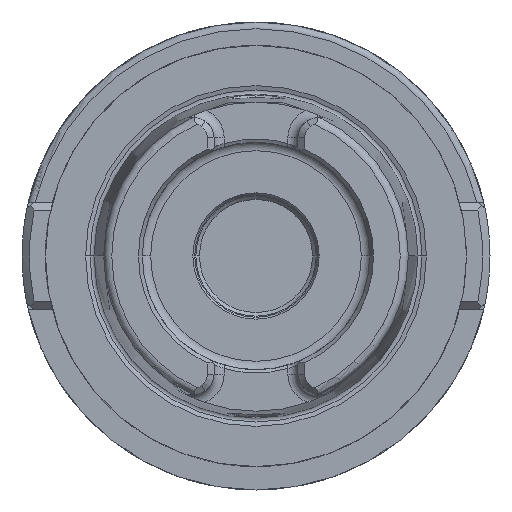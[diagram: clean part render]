
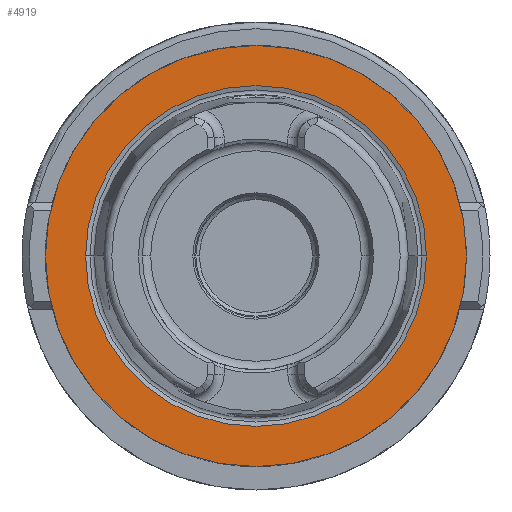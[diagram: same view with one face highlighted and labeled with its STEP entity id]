
A CAD part, left-side view. The second image highlights one B-rep face of the part: STEP entity #4919.
In plain terms, the highlighted planar face has unit normal (-1, 0, 0).
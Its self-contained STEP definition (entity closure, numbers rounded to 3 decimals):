
#1068=CARTESIAN_POINT('',(0.,0.,0.));
#1069=DIRECTION('',(1.,0.,0.));
#1070=DIRECTION('',(0.,1.,0.));
#1071=AXIS2_PLACEMENT_3D('',#1068,#1069,#1070);
#1073=CARTESIAN_POINT('',(0.,0.,0.));
#1074=DIRECTION('',(-1.,0.,0.));
#1075=DIRECTION('',(0.,1.,0.));
#1076=AXIS2_PLACEMENT_3D('',#1073,#1074,#1075);
#1078=CARTESIAN_POINT('',(0.,0.,0.));
#1079=DIRECTION('',(-1.,0.,0.));
#1080=DIRECTION('',(0.,-1.,0.));
#1081=AXIS2_PLACEMENT_3D('',#1078,#1079,#1080);
#1083=CARTESIAN_POINT('',(0.,0.,0.));
#1084=DIRECTION('',(-1.,0.,0.));
#1085=DIRECTION('',(0.,1.,0.));
#1086=AXIS2_PLACEMENT_3D('',#1083,#1084,#1085);
#3105=CARTESIAN_POINT('',(0.,31.5,0.));
#3106=CARTESIAN_POINT('',(0.,-31.5,0.));
#3107=VERTEX_POINT('',#3105);
#3108=VERTEX_POINT('',#3106);
#3133=CARTESIAN_POINT('',(0.,-25.49,0.));
#3134=VERTEX_POINT('',#3133);
#3135=CARTESIAN_POINT('',(0.,25.49,0.));
#3136=VERTEX_POINT('',#3135);
#4904=CARTESIAN_POINT('',(0.,0.,0.));
#4905=DIRECTION('',(1.,0.,0.));
#4906=DIRECTION('',(0.,-1.,0.));
#4907=AXIS2_PLACEMENT_3D('',#4904,#4905,#4906);
#4908=PLANE('',#4907);
#4910=ORIENTED_EDGE('',*,*,#4909,.T.);
#4912=ORIENTED_EDGE('',*,*,#4911,.F.);
#4913=EDGE_LOOP('',(#4910,#4912));
#4914=FACE_OUTER_BOUND('',#4913,.F.);
#4915=ORIENTED_EDGE('',*,*,#4899,.T.);
#4916=ORIENTED_EDGE('',*,*,#4883,.T.);
#4917=EDGE_LOOP('',(#4915,#4916));
#4918=FACE_BOUND('',#4917,.F.);
#4919=ADVANCED_FACE('',(#4914,#4918),#4908,.F.);
#1072=CIRCLE('',#1071,31.5);
#1077=CIRCLE('',#1076,31.5);
#1082=CIRCLE('',#1081,25.49);
#1087=CIRCLE('',#1086,25.49);
#4883=EDGE_CURVE('',#3136,#3134,#1087,.T.);
#4899=EDGE_CURVE('',#3134,#3136,#1082,.T.);
#4909=EDGE_CURVE('',#3107,#3108,#1072,.T.);
#4911=EDGE_CURVE('',#3107,#3108,#1077,.T.);
